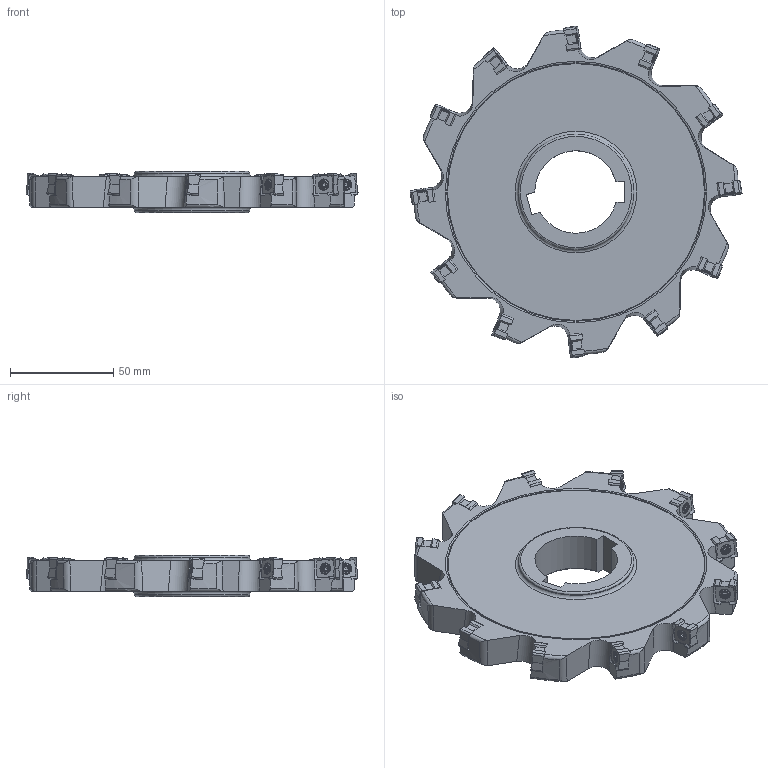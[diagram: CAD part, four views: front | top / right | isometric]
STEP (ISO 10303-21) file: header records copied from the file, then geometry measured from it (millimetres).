
FILE_DESCRIPTION(/* description */ (''),/* implementation_level */ '2;1');
FILE_NAME(/* name */ '335.98-160-05-40-12L_Detailed.stp',/* time_stamp */ '2024-07-23T09:40:47+05:00',/* author */ (''),/* organization */ (''),/* preprocessor_version */ 'ST-DEVELOPER v18.102',/* originating_system */ 'SIEMENS PLM Software NX2206.8101',/* authorisation */ '');
FILE_SCHEMA (('AUTOMOTIVE_DESIGN { 1 0 10303 214 3 1 1 1 }'));
Products named in the file (4): CUT; NOCUT; ASSEMBLY_CONSTRUCTION; 335.98-160-05-40-12L_Detailed_stp
Assembly tree (14 placements, depth 2):
  335.98-160-05-40-12L_Detailed_stp
    ASSEMBLY_CONSTRUCTION
    NOCUT
    CUT  x12
Bounding box: 161.03 x 161 x 20 mm (x, y, z)
Volume: 233144.7 mm3; surface area: 50688.3 mm2
Topology: 13 solids, 13 shells, 926 faces, 3356 edges, 2512 vertices
Faces by surface type: plane 312, cylinder 292, bspline 156, torus 66, cone 64, sphere 36
Full cylindrical faces by diameter (mm): 3.5 x12, 4 x12, 4.8 x12, 56 x2
Entity records: 47316 total; most frequent: CARTESIAN_POINT 33578, ORIENTED_EDGE 3304, DIRECTION 2070, EDGE_CURVE 1652, VERTEX_POINT 1231, B_SPLINE_CURVE_WITH_KNOTS 948, AXIS2_PLACEMENT_3D 871, EDGE_LOOP 627
